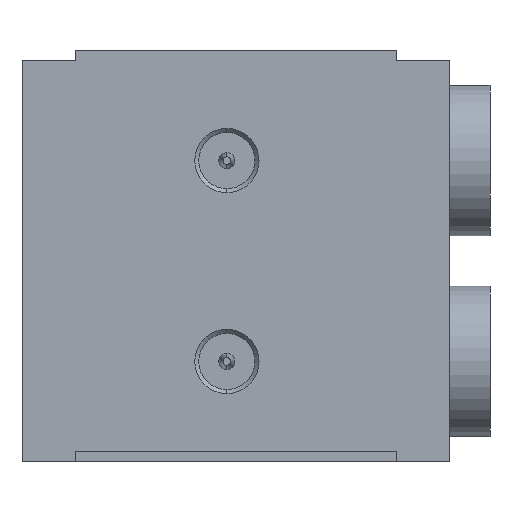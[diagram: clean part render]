
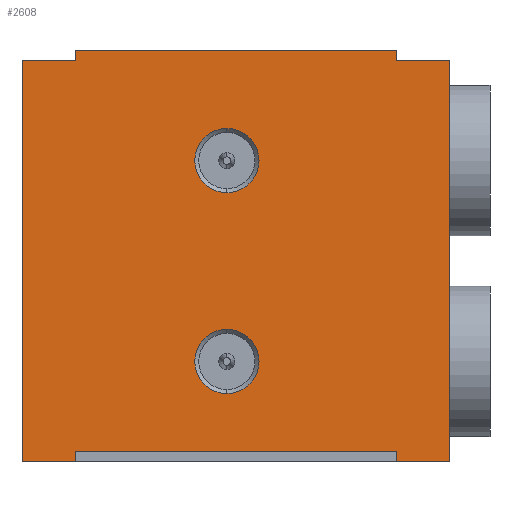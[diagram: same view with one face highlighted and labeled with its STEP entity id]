
A CAD part, front view. The second image highlights one B-rep face of the part: STEP entity #2608.
In plain terms, the highlighted planar face has unit normal (0, -1, 0).
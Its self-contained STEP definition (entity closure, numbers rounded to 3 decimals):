
#3 = VECTOR ( 'NONE', #5594, 1000. ) ;
#93 = VERTEX_POINT ( 'NONE', #2956 ) ;
#142 = VERTEX_POINT ( 'NONE', #2987 ) ;
#246 = LINE ( 'NONE', #1717, #4102 ) ;
#262 = VERTEX_POINT ( 'NONE', #3394 ) ;
#273 = VECTOR ( 'NONE', #1318, 1000. ) ;
#310 = CARTESIAN_POINT ( 'NONE',  ( -0.225, 0., 2.5 ) ) ;
#348 = EDGE_CURVE ( 'NONE', #1626, #5776, #1784, .T. ) ;
#393 = LINE ( 'NONE', #1262, #882 ) ;
#425 = EDGE_LOOP ( 'NONE', ( #3587, #3591, #5343, #2162, #956, #6208, #2566, #652, #3532, #2969, #4833, #854 ) ) ;
#460 = ORIENTED_EDGE ( 'NONE', *, *, #5399, .T. ) ;
#478 = LINE ( 'NONE', #6133, #3 ) ;
#547 = CARTESIAN_POINT ( 'NONE',  ( -4., 0., -4.75 ) ) ;
#568 = FACE_OUTER_BOUND ( 'NONE', #425, .T. ) ;
#652 = ORIENTED_EDGE ( 'NONE', *, *, #5537, .T. ) ;
#661 = EDGE_CURVE ( 'NONE', #683, #3510, #4651, .T. ) ;
#663 = DIRECTION ( 'NONE',  ( 0., 0., 1. ) ) ;
#683 = VERTEX_POINT ( 'NONE', #6007 ) ;
#727 = CARTESIAN_POINT ( 'NONE',  ( -0.225, 0., -3.3 ) ) ;
#760 = EDGE_CURVE ( 'NONE', #1859, #142, #4119, .T. ) ;
#775 = CARTESIAN_POINT ( 'NONE',  ( -0.225, 0., 3.3 ) ) ;
#801 = DIRECTION ( 'NONE',  ( 0., 0., -1. ) ) ;
#808 = CARTESIAN_POINT ( 'NONE',  ( -4., 0., -5. ) ) ;
#810 = EDGE_CURVE ( 'NONE', #1896, #3619, #2785, .T. ) ;
#841 = DIRECTION ( 'NONE',  ( -1., 0., 0. ) ) ;
#854 = ORIENTED_EDGE ( 'NONE', *, *, #4475, .F. ) ;
#882 = VECTOR ( 'NONE', #2212, 1000. ) ;
#900 = VECTOR ( 'NONE', #2789, 1000. ) ;
#928 = CARTESIAN_POINT ( 'NONE',  ( -0.225, 0., 1.7 ) ) ;
#956 = ORIENTED_EDGE ( 'NONE', *, *, #5319, .T. ) ;
#958 = CARTESIAN_POINT ( 'NONE',  ( -4., 0., -5.25 ) ) ;
#1011 = CARTESIAN_POINT ( 'NONE',  ( -0.225, 0., 2.5 ) ) ;
#1091 = DIRECTION ( 'NONE',  ( 0., 0., 1. ) ) ;
#1243 = DIRECTION ( 'NONE',  ( 0., 1., 0. ) ) ;
#1248 = VERTEX_POINT ( 'NONE', #775 ) ;
#1249 = CARTESIAN_POINT ( 'NONE',  ( 5.325, 0., 5. ) ) ;
#1251 = CARTESIAN_POINT ( 'NONE',  ( -5.325, 0., 5. ) ) ;
#1262 = CARTESIAN_POINT ( 'NONE',  ( 5.325, 0., -5. ) ) ;
#1264 = VERTEX_POINT ( 'NONE', #808 ) ;
#1266 = CARTESIAN_POINT ( 'NONE',  ( 5.325, 0., 5. ) ) ;
#1279 = CIRCLE ( 'NONE', #2593, 0.8 ) ;
#1318 = DIRECTION ( 'NONE',  ( 0., 0., -1. ) ) ;
#1391 = EDGE_CURVE ( 'NONE', #683, #4434, #2354, .T. ) ;
#1626 = VERTEX_POINT ( 'NONE', #5460 ) ;
#1717 = CARTESIAN_POINT ( 'NONE',  ( -4., 0., 4.75 ) ) ;
#1784 = LINE ( 'NONE', #1249, #3274 ) ;
#1859 = VERTEX_POINT ( 'NONE', #6098 ) ;
#1868 = DIRECTION ( 'NONE',  ( -1., 0., 0. ) ) ;
#1877 = DIRECTION ( 'NONE',  ( -1., 0., 0. ) ) ;
#1896 = VERTEX_POINT ( 'NONE', #6196 ) ;
#1904 = VECTOR ( 'NONE', #5770, 1000. ) ;
#1978 = CARTESIAN_POINT ( 'NONE',  ( 4., 0., 5. ) ) ;
#2014 = DIRECTION ( 'NONE',  ( 0., 0., 1. ) ) ;
#2067 = VECTOR ( 'NONE', #1868, 1000. ) ;
#2107 = CIRCLE ( 'NONE', #5509, 0.8 ) ;
#2109 = LINE ( 'NONE', #1251, #273 ) ;
#2117 = EDGE_CURVE ( 'NONE', #5776, #262, #2109, .T. ) ;
#2161 = DIRECTION ( 'NONE',  ( 0., 0., -1. ) ) ;
#2162 = ORIENTED_EDGE ( 'NONE', *, *, #760, .F. ) ;
#2166 = VECTOR ( 'NONE', #4999, 1000. ) ;
#2212 = DIRECTION ( 'NONE',  ( -1., 0., 0. ) ) ;
#2242 = EDGE_CURVE ( 'NONE', #5643, #1896, #5209, .T. ) ;
#2279 = CARTESIAN_POINT ( 'NONE',  ( -4., 0., 5.25 ) ) ;
#2354 = LINE ( 'NONE', #547, #2677 ) ;
#2395 = AXIS2_PLACEMENT_3D ( 'NONE', #1011, #2927, #5756 ) ;
#2442 = LINE ( 'NONE', #5349, #1904 ) ;
#2494 = EDGE_CURVE ( 'NONE', #1264, #262, #393, .T. ) ;
#2566 = ORIENTED_EDGE ( 'NONE', *, *, #810, .T. ) ;
#2593 = AXIS2_PLACEMENT_3D ( 'NONE', #310, #1243, #6012 ) ;
#2608 = ADVANCED_FACE ( 'NONE', ( #3249, #5155, #568 ), #5222, .F. ) ;
#2677 = VECTOR ( 'NONE', #1877, 1000. ) ;
#2785 = LINE ( 'NONE', #2279, #2067 ) ;
#2789 = DIRECTION ( 'NONE',  ( 0., 0., -1. ) ) ;
#2868 = CARTESIAN_POINT ( 'NONE',  ( -4., 0., 5.25 ) ) ;
#2873 = LINE ( 'NONE', #958, #900 ) ;
#2919 = CARTESIAN_POINT ( 'NONE',  ( -5.325, 0., 5. ) ) ;
#2927 = DIRECTION ( 'NONE',  ( 0., 1., 0. ) ) ;
#2945 = CARTESIAN_POINT ( 'NONE',  ( -0.225, 0., -2.5 ) ) ;
#2956 = CARTESIAN_POINT ( 'NONE',  ( -0.225, 0., -1.7 ) ) ;
#2969 = ORIENTED_EDGE ( 'NONE', *, *, #2117, .T. ) ;
#2987 = CARTESIAN_POINT ( 'NONE',  ( 5.325, 0., -5. ) ) ;
#3005 = EDGE_CURVE ( 'NONE', #3456, #1248, #1279, .T. ) ;
#3165 = EDGE_LOOP ( 'NONE', ( #4403, #460 ) ) ;
#3249 = FACE_BOUND ( 'NONE', #3165, .T. ) ;
#3274 = VECTOR ( 'NONE', #841, 1000. ) ;
#3394 = CARTESIAN_POINT ( 'NONE',  ( -5.325, 0., -5. ) ) ;
#3401 = DIRECTION ( 'NONE',  ( 0., 1., 0. ) ) ;
#3456 = VERTEX_POINT ( 'NONE', #928 ) ;
#3510 = VERTEX_POINT ( 'NONE', #4215 ) ;
#3532 = ORIENTED_EDGE ( 'NONE', *, *, #348, .T. ) ;
#3587 = ORIENTED_EDGE ( 'NONE', *, *, #1391, .F. ) ;
#3591 = ORIENTED_EDGE ( 'NONE', *, *, #661, .T. ) ;
#3599 = EDGE_CURVE ( 'NONE', #1248, #3456, #3798, .T. ) ;
#3615 = CARTESIAN_POINT ( 'NONE',  ( -0.225, 0., -2.5 ) ) ;
#3619 = VERTEX_POINT ( 'NONE', #2868 ) ;
#3738 = EDGE_CURVE ( 'NONE', #5104, #93, #4696, .T. ) ;
#3798 = CIRCLE ( 'NONE', #2395, 0.8 ) ;
#3840 = CARTESIAN_POINT ( 'NONE',  ( 0., 0., 0. ) ) ;
#4062 = VECTOR ( 'NONE', #801, 1000. ) ;
#4102 = VECTOR ( 'NONE', #2161, 1000. ) ;
#4119 = LINE ( 'NONE', #1266, #4062 ) ;
#4215 = CARTESIAN_POINT ( 'NONE',  ( 4., 0., -5. ) ) ;
#4377 = VECTOR ( 'NONE', #5575, 1000. ) ;
#4403 = ORIENTED_EDGE ( 'NONE', *, *, #3738, .T. ) ;
#4434 = VERTEX_POINT ( 'NONE', #4595 ) ;
#4475 = EDGE_CURVE ( 'NONE', #4434, #1264, #2873, .T. ) ;
#4595 = CARTESIAN_POINT ( 'NONE',  ( -4., 0., -4.75 ) ) ;
#4651 = LINE ( 'NONE', #5466, #2166 ) ;
#4696 = CIRCLE ( 'NONE', #5200, 0.8 ) ;
#4829 = EDGE_LOOP ( 'NONE', ( #5637, #5997 ) ) ;
#4833 = ORIENTED_EDGE ( 'NONE', *, *, #2494, .F. ) ;
#4999 = DIRECTION ( 'NONE',  ( 0., 0., -1. ) ) ;
#5104 = VERTEX_POINT ( 'NONE', #727 ) ;
#5155 = FACE_BOUND ( 'NONE', #4829, .T. ) ;
#5187 = AXIS2_PLACEMENT_3D ( 'NONE', #3840, #3401, #2014 ) ;
#5200 = AXIS2_PLACEMENT_3D ( 'NONE', #3615, #5873, #663 ) ;
#5209 = LINE ( 'NONE', #5511, #4377 ) ;
#5222 = PLANE ( 'NONE',  #5187 ) ;
#5319 = EDGE_CURVE ( 'NONE', #1859, #5643, #2442, .T. ) ;
#5343 = ORIENTED_EDGE ( 'NONE', *, *, #5650, .F. ) ;
#5349 = CARTESIAN_POINT ( 'NONE',  ( 5.325, 0., 5. ) ) ;
#5385 = DIRECTION ( 'NONE',  ( 0., 1., 0. ) ) ;
#5399 = EDGE_CURVE ( 'NONE', #93, #5104, #2107, .T. ) ;
#5460 = CARTESIAN_POINT ( 'NONE',  ( -4., 0., 5. ) ) ;
#5466 = CARTESIAN_POINT ( 'NONE',  ( 4., 0., 0. ) ) ;
#5509 = AXIS2_PLACEMENT_3D ( 'NONE', #2945, #5385, #1091 ) ;
#5511 = CARTESIAN_POINT ( 'NONE',  ( 4., 0., 4.75 ) ) ;
#5537 = EDGE_CURVE ( 'NONE', #3619, #1626, #246, .T. ) ;
#5575 = DIRECTION ( 'NONE',  ( 0., 0., 1. ) ) ;
#5594 = DIRECTION ( 'NONE',  ( -1., 0., 0. ) ) ;
#5637 = ORIENTED_EDGE ( 'NONE', *, *, #3005, .T. ) ;
#5643 = VERTEX_POINT ( 'NONE', #1978 ) ;
#5650 = EDGE_CURVE ( 'NONE', #142, #3510, #478, .T. ) ;
#5756 = DIRECTION ( 'NONE',  ( 0., 0., 1. ) ) ;
#5770 = DIRECTION ( 'NONE',  ( -1., 0., 0. ) ) ;
#5776 = VERTEX_POINT ( 'NONE', #2919 ) ;
#5873 = DIRECTION ( 'NONE',  ( 0., 1., 0. ) ) ;
#5997 = ORIENTED_EDGE ( 'NONE', *, *, #3599, .T. ) ;
#6007 = CARTESIAN_POINT ( 'NONE',  ( 4., 0., -4.75 ) ) ;
#6012 = DIRECTION ( 'NONE',  ( 0., 0., 1. ) ) ;
#6098 = CARTESIAN_POINT ( 'NONE',  ( 5.325, 0., 5. ) ) ;
#6133 = CARTESIAN_POINT ( 'NONE',  ( 5.325, 0., -5. ) ) ;
#6196 = CARTESIAN_POINT ( 'NONE',  ( 4., 0., 5.25 ) ) ;
#6208 = ORIENTED_EDGE ( 'NONE', *, *, #2242, .T. ) ;
